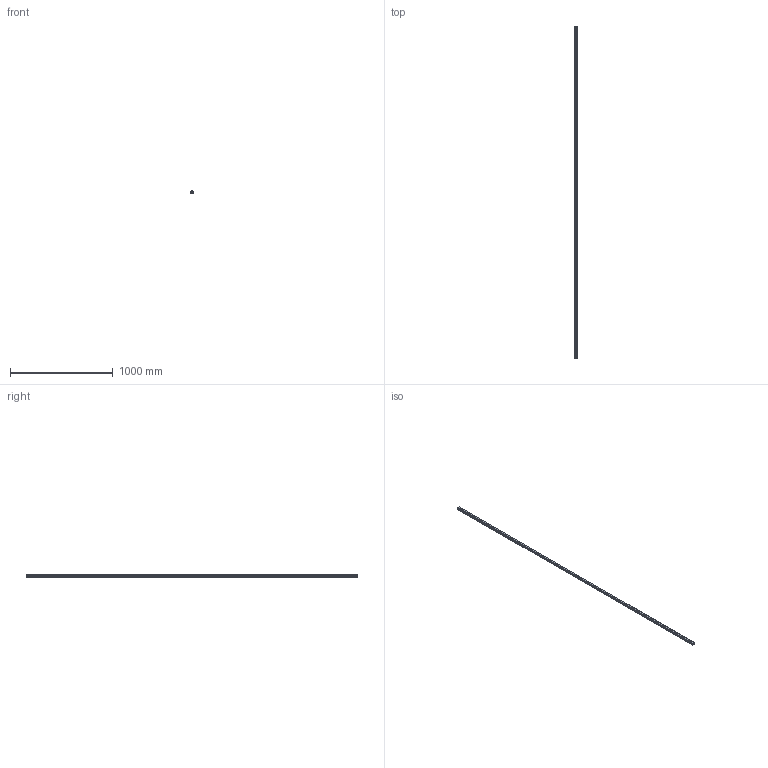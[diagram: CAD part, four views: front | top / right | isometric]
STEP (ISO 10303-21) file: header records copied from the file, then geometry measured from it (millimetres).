
FILE_DESCRIPTION(('STEP AP214'),'1');
FILE_NAME('cctmp_726705B4-EF81-4913-9299-C4245E211462_2021_01_25_13_14_26_0330..stp','2021-01-25T12:14:26',('HIWIN GmbH'),('CADClick - www.CADClick.com'),'Spatial InterOp 3D',' ','unknown authorization');
FILE_SCHEMA(('AUTOMOTIVE_DESIGN'));
Length unit declared in the file: millimetre
Products named in the file (1): HGR25T3230C_FILE
Bounding box: 23 x 3230 x 22 mm (x, y, z)
Volume: 1396468.1 mm3; surface area: 306578 mm2
Topology: 1 solids, 1 shells, 489 faces, 1503 edges, 912 vertices
Faces by surface type: plane 251, cylinder 130, cone 108
Entity records: 20145 total; most frequent: DIRECTION 3067, CARTESIAN_POINT 2797, ORIENTED_EDGE 2790, EDGE_CURVE 1395, AXIS2_PLACEMENT_3D 1182, VERTEX_POINT 912, LINE 703, VECTOR 703
